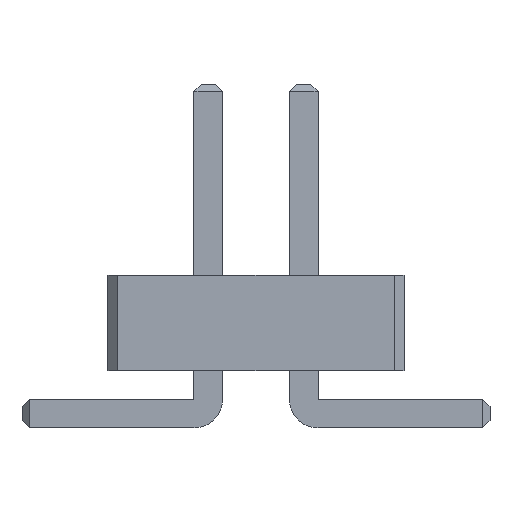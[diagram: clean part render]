
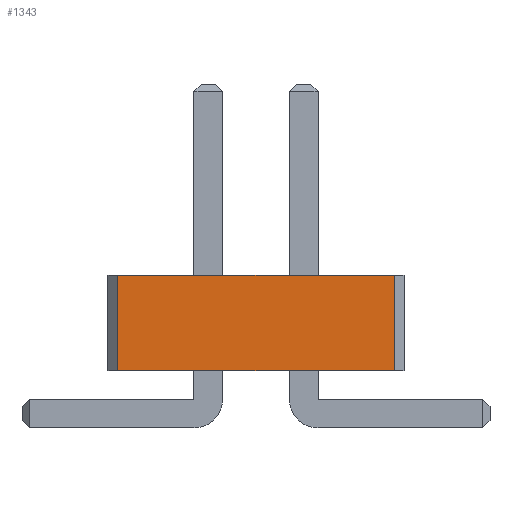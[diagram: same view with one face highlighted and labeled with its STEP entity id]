
A CAD part, front view. The second image highlights one B-rep face of the part: STEP entity #1343.
In plain terms, the highlighted planar face has unit normal (0, -1, 0).
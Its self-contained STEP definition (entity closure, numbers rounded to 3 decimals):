
#13=DIRECTION('',(0.,0.,1.));
#27=VECTOR('',#13,1.);
#67=DIRECTION('',(1.,0.,0.));
#1330=VERTEX_POINT('',#1331);
#1331=CARTESIAN_POINT('',(-1.45,-11.5,1.6));
#1334=EDGE_CURVE('',#1335,#1330,#1337,.T.);
#1335=VERTEX_POINT('',#1336);
#1336=CARTESIAN_POINT('',(-1.45,-11.5,0.6));
#1337=LINE('',#1336,#27);
#1343=ADVANCED_FACE('',(#1344),#1361,.F.);
#1344=FACE_BOUND('',#1345,.F.);
#1345=EDGE_LOOP('',(#1346,#1347,#1353,#1358));
#1346=ORIENTED_EDGE('',*,*,#1334,.T.);
#1347=ORIENTED_EDGE('',*,*,#1348,.T.);
#1348=EDGE_CURVE('',#1330,#1349,#1351,.T.);
#1349=VERTEX_POINT('',#1350);
#1350=CARTESIAN_POINT('',(1.45,-11.5,1.6));
#1351=LINE('',#1331,#1352);
#1352=VECTOR('',#67,1.);
#1353=ORIENTED_EDGE('',*,*,#1354,.F.);
#1354=EDGE_CURVE('',#1355,#1349,#1357,.T.);
#1355=VERTEX_POINT('',#1356);
#1356=CARTESIAN_POINT('',(1.45,-11.5,0.6));
#1357=LINE('',#1356,#27);
#1358=ORIENTED_EDGE('',*,*,#1359,.F.);
#1359=EDGE_CURVE('',#1335,#1355,#1360,.T.);
#1360=LINE('',#1336,#1352);
#1361=PLANE('',#1362);
#1362=AXIS2_PLACEMENT_3D('',#1336,#1363,#67);
#1363=DIRECTION('',(0.,1.,0.));
